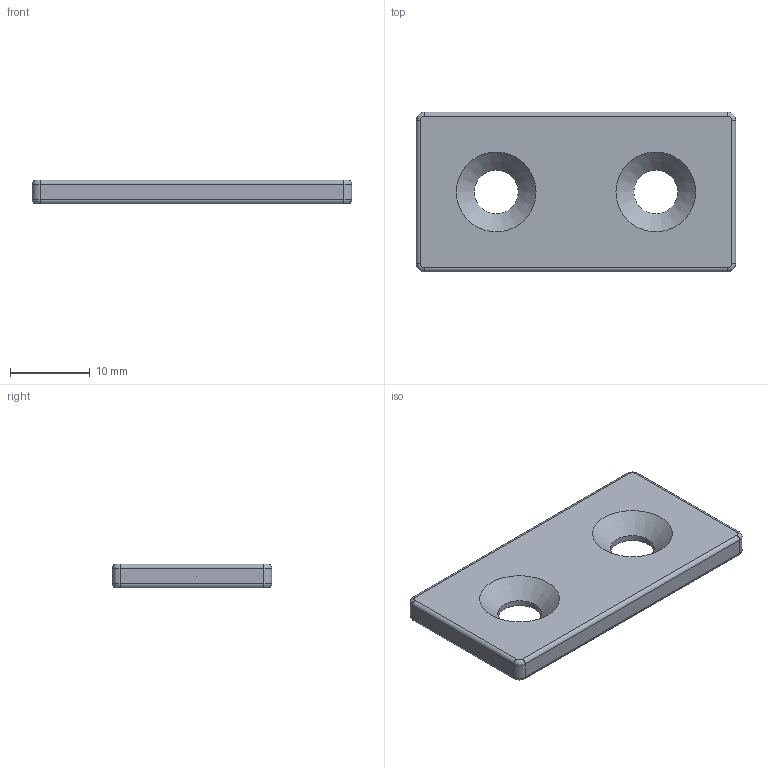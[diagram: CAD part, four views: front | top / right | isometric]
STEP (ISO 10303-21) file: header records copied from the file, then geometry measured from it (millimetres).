
FILE_DESCRIPTION(/* description */ (''),/* implementation_level */ '2;1');
FILE_NAME(/* name */ '10510_KriTec_Lasche_5_40x20x3_verzinkt_mit_Senkungen.stp',/* time_stamp */ '2014-06-04T10:12:17+02:00',/* author */ ('kostic'),/* organization */ (''),/* preprocessor_version */ 'ST-DEVELOPER v15.2',/* originating_system */ 'Autodesk Inventor 2014',/* authorisation */ '');
FILE_SCHEMA (('AUTOMOTIVE_DESIGN { 1 0 10303 214 3 1 1 }'));
Length unit declared in the file: millimetre
Products named in the file (1): 10510_KriTec_Lasche_5_40x20x3_verzinkt_mit_Senkungen
Bounding box: 40 x 20 x 3 mm (x, y, z)
Volume: 2130.9 mm3; surface area: 1878.4 mm2
Topology: 1 solids, 1 shells, 30 faces, 68 edges, 40 vertices
Faces by surface type: cylinder 14, bspline 8, plane 6, cone 2
Full cylindrical faces by diameter (mm): 5.5 x2
Entity records: 865 total; most frequent: CARTESIAN_POINT 195, DIRECTION 146, ORIENTED_EDGE 124, EDGE_CURVE 62, AXIS2_PLACEMENT_3D 61, EDGE_LOOP 38, CIRCLE 38, VERTEX_POINT 38
